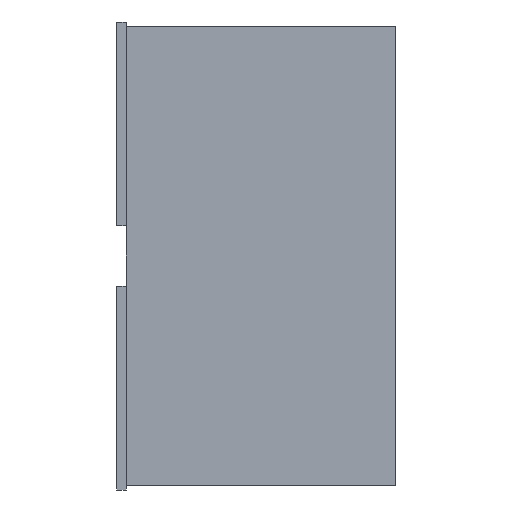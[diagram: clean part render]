
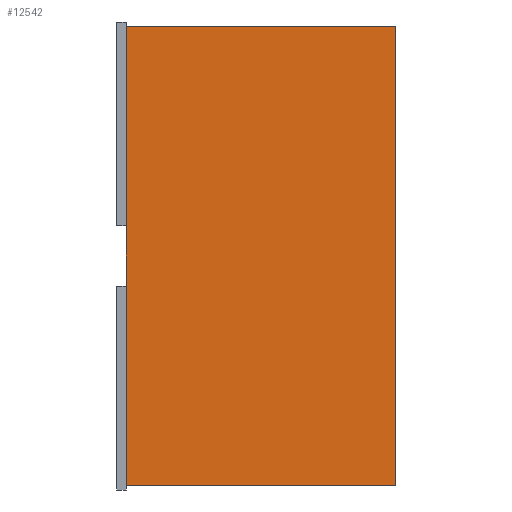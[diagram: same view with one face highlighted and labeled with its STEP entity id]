
A CAD part, left-side view. The second image highlights one B-rep face of the part: STEP entity #12542.
In plain terms, the highlighted planar face has unit normal (-1, 0, 0).
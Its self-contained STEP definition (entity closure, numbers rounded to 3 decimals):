
#148 = CARTESIAN_POINT ( 'NONE',  ( -1.24, 0.575, 0.49 ) ) ;
#353 = CARTESIAN_POINT ( 'NONE',  ( -1.24, 0.575, 0.49 ) ) ;
#1923 = EDGE_LOOP ( 'NONE', ( #8841, #7322, #10066, #9495 ) ) ;
#1994 = VERTEX_POINT ( 'NONE', #7718 ) ;
#2243 = EDGE_CURVE ( 'NONE', #8555, #12829, #10958, .T. ) ;
#3867 = EDGE_CURVE ( 'NONE', #1994, #12829, #5797, .T. ) ;
#4756 = CARTESIAN_POINT ( 'NONE',  ( -1.24, 3.268, -0.49 ) ) ;
#5051 = DIRECTION ( 'NONE',  ( 0., 0., 1. ) ) ;
#5537 = AXIS2_PLACEMENT_3D ( 'NONE', #12272, #13333, #5051 ) ;
#5797 = LINE ( 'NONE', #6954, #10115 ) ;
#6800 = CARTESIAN_POINT ( 'NONE',  ( -1.24, 0., -0.49 ) ) ;
#6869 = DIRECTION ( 'NONE',  ( 0., -1., 0. ) ) ;
#6954 = CARTESIAN_POINT ( 'NONE',  ( -1.24, 0., 0.49 ) ) ;
#6999 = DIRECTION ( 'NONE',  ( 0., 0., -1. ) ) ;
#7322 = ORIENTED_EDGE ( 'NONE', *, *, #2243, .T. ) ;
#7564 = DIRECTION ( 'NONE',  ( 0., 0., -1. ) ) ;
#7628 = LINE ( 'NONE', #9011, #9640 ) ;
#7718 = CARTESIAN_POINT ( 'NONE',  ( -1.24, 0., 0.49 ) ) ;
#7962 = VECTOR ( 'NONE', #7564, 1000. ) ;
#8555 = VERTEX_POINT ( 'NONE', #10233 ) ;
#8659 = VECTOR ( 'NONE', #10430, 1000. ) ;
#8780 = VERTEX_POINT ( 'NONE', #353 ) ;
#8841 = ORIENTED_EDGE ( 'NONE', *, *, #13030, .T. ) ;
#9011 = CARTESIAN_POINT ( 'NONE',  ( -1.24, 3.268, 0.49 ) ) ;
#9495 = ORIENTED_EDGE ( 'NONE', *, *, #10029, .F. ) ;
#9640 = VECTOR ( 'NONE', #6869, 1000. ) ;
#9947 = LINE ( 'NONE', #148, #7962 ) ;
#10029 = EDGE_CURVE ( 'NONE', #8780, #1994, #7628, .T. ) ;
#10066 = ORIENTED_EDGE ( 'NONE', *, *, #3867, .F. ) ;
#10115 = VECTOR ( 'NONE', #6999, 1000. ) ;
#10233 = CARTESIAN_POINT ( 'NONE',  ( -1.24, 0.575, -0.49 ) ) ;
#10256 = PLANE ( 'NONE',  #5537 ) ;
#10430 = DIRECTION ( 'NONE',  ( 0., -1., 0. ) ) ;
#10958 = LINE ( 'NONE', #4756, #8659 ) ;
#11597 = FACE_OUTER_BOUND ( 'NONE', #1923, .T. ) ;
#12272 = CARTESIAN_POINT ( 'NONE',  ( -1.24, 3.268, 0.49 ) ) ;
#12542 = ADVANCED_FACE ( 'NONE', ( #11597 ), #10256, .T. ) ;
#12829 = VERTEX_POINT ( 'NONE', #6800 ) ;
#13030 = EDGE_CURVE ( 'NONE', #8780, #8555, #9947, .T. ) ;
#13333 = DIRECTION ( 'NONE',  ( -1., 0., 0. ) ) ;
